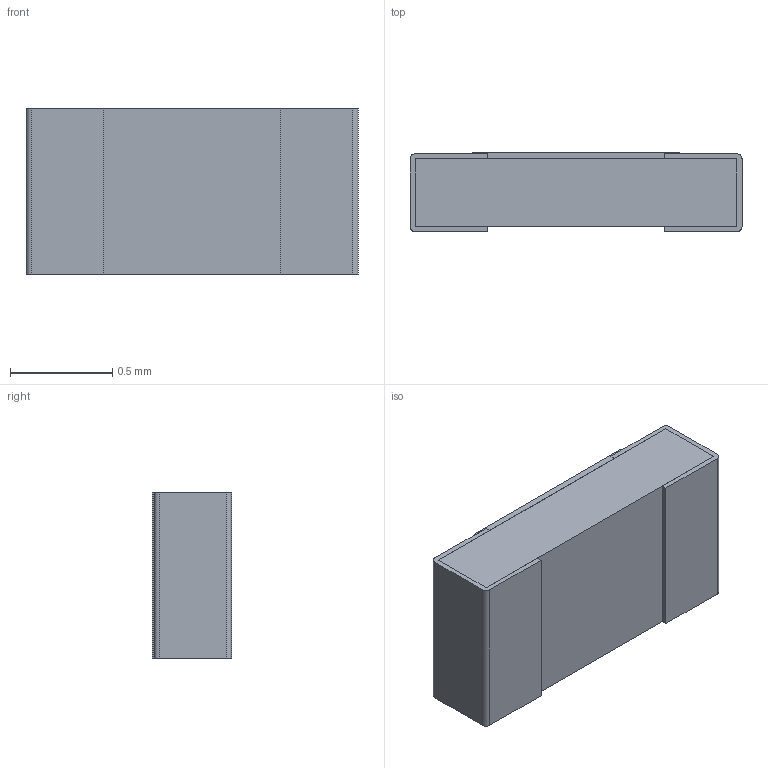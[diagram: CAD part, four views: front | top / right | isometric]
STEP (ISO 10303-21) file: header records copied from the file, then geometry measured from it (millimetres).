
FILE_DESCRIPTION(/* description */ (''),/* implementation_level */ '2;1');
FILE_NAME(/* name */ 'PTN0603.stp',/* time_stamp */ '2020-01-08T14:52:56-06:00',/* author */ ('Neil'),/* organization */ (''),/* preprocessor_version */ 'ST-DEVELOPER v15.2',/* originating_system */ 'Autodesk Inventor LT ',/* authorisation */ '');
FILE_SCHEMA (('AUTOMOTIVE_DESIGN { 1 0 10303 214 3 1 1 }'));
Length unit declared in the file: inch
Products named in the file (1): PTN0603
Bounding box: 1.63 x 0.39 x 0.81 mm (x, y, z)
Volume: 0.5 mm3; surface area: 10.6 mm2
Topology: 5 solids, 5 shells, 98 faces, 264 edges, 176 vertices
Faces by surface type: plane 82, cylinder 16
Entity records: 3090 total; most frequent: CARTESIAN_POINT 539, ORIENTED_EDGE 528, DIRECTION 494, EDGE_CURVE 264, LINE 232, VECTOR 232, VERTEX_POINT 176, AXIS2_PLACEMENT_3D 131
